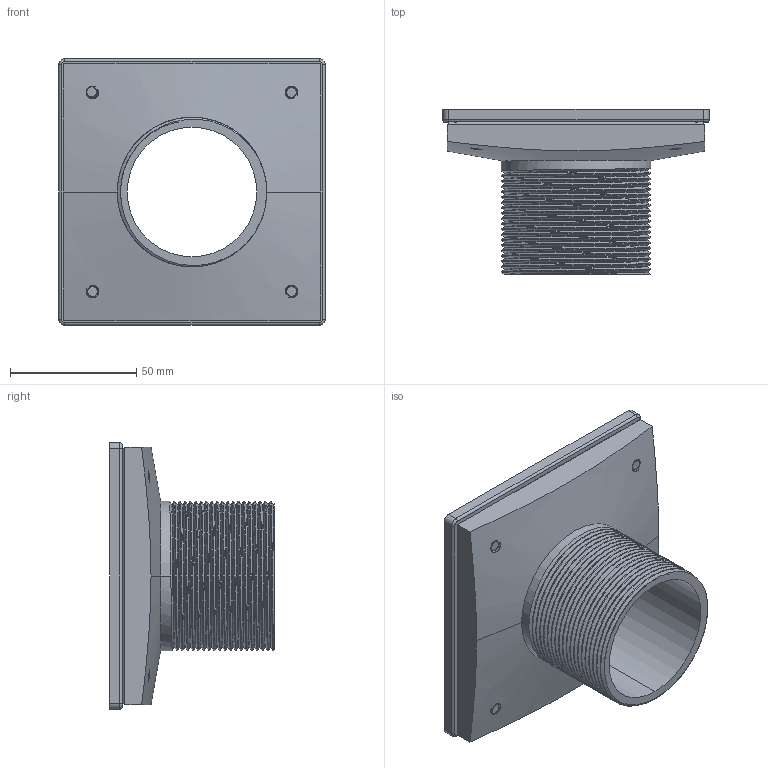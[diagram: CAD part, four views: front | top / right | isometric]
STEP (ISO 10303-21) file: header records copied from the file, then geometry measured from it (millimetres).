
FILE_DESCRIPTION((''),'2;1');
FILE_NAME('277-01_ASM','2014-08-22T',('rsmith'),(''),'PRO/ENGINEER BY PARAMETRIC TECHNOLOGY CORPORATION, 2013150','PRO/ENGINEER BY PARAMETRIC TECHNOLOGY CORPORATION, 2013150','');
FILE_SCHEMA(('CONFIG_CONTROL_DESIGN'));
Length unit declared in the file: inch
Products named in the file (5): 50968; 92523; 50933; 92498; 277-01_ASM
Assembly tree (10 placements, depth 2):
  277-01_ASM
    50968
    92523  x4
    50933
    92498  x4
Bounding box: 105.41 x 65.28 x 105.41 mm (x, y, z)
Volume: 77200.3 mm3; surface area: 78074 mm2
Topology: 10 solids, 11 shells, 732 faces, 1783 edges, 1090 vertices
Faces by surface type: cylinder 298, plane 200, cone 152, bspline 50, torus 24, sphere 8
Entity records: 27157 total; most frequent: CARTESIAN_POINT 16251, ORIENTED_EDGE 2402, DIRECTION 2003, EDGE_CURVE 1201, VERTEX_POINT 757, AXIS2_PLACEMENT_3D 738, VECTOR 527, LINE 527
